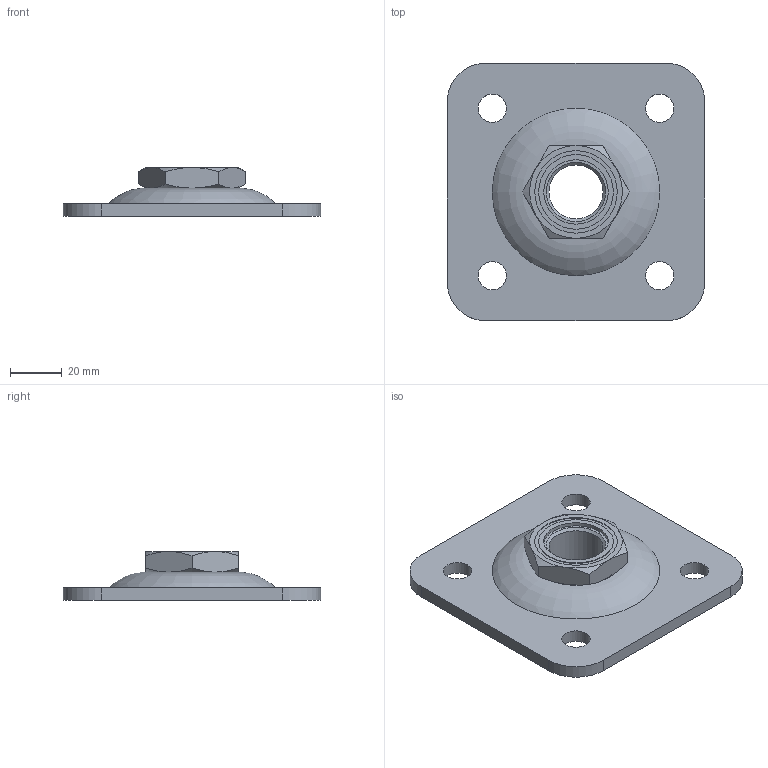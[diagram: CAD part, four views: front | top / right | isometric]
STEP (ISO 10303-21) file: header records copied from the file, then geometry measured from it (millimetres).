
FILE_DESCRIPTION (( 'STEP AP203' ), '1' );
FILE_NAME ('860-P-M24.STEP', '2022-03-03T08:19:02', ( '' ), ( '' ), 'SwSTEP 2.0', 'SolidWorks 2018', '' );
FILE_SCHEMA (( 'CONFIG_CONTROL_DESIGN' ));
Length unit declared in the file: millimetre
Products named in the file (1): 860-P-M24
Bounding box: 100 x 100 x 19 mm (x, y, z)
Volume: 55692.6 mm3; surface area: 24144 mm2
Topology: 1 solids, 1 shells, 319 faces, 835 edges, 552 vertices
Faces by surface type: plane 173, bspline 115, cone 15, cylinder 13, torus 3
Full cylindrical faces by diameter (mm): 11 x4, 21 x1, 25 x1, 29 x1, 32 x1, 35 x1
Entity records: 15329 total; most frequent: CARTESIAN_POINT 8243, ORIENTED_EDGE 1636, DIRECTION 1020, EDGE_CURVE 818, VERTEX_POINT 550, VECTOR 518, LINE 518, EDGE_LOOP 378
